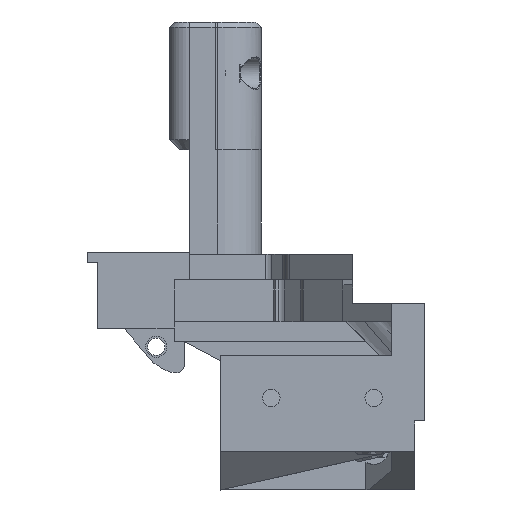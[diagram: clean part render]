
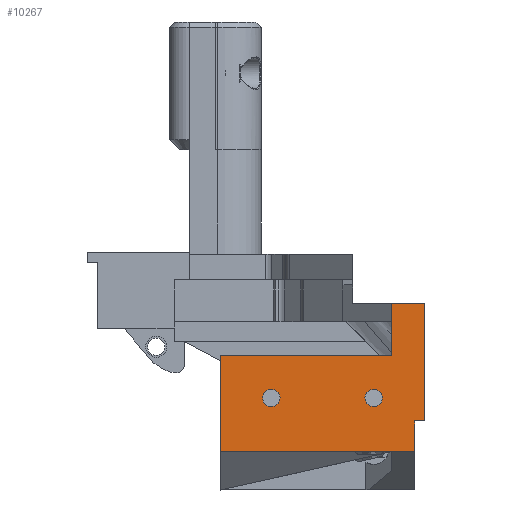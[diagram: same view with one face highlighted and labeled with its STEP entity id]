
A CAD part, left-side view. The second image highlights one B-rep face of the part: STEP entity #10267.
In plain terms, the highlighted planar face has unit normal (-1, 0, 0).
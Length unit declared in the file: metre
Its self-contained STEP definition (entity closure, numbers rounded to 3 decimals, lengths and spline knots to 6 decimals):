
#631=CIRCLE('',#11465,0.0017);
#632=CIRCLE('',#11467,0.0017);
#3131=ORIENTED_EDGE('',*,*,#4928,.T.);
#3132=ORIENTED_EDGE('',*,*,#4711,.F.);
#3133=ORIENTED_EDGE('',*,*,#4844,.T.);
#3134=ORIENTED_EDGE('',*,*,#4927,.T.);
#3135=ORIENTED_EDGE('',*,*,#4460,.F.);
#3136=ORIENTED_EDGE('',*,*,#4929,.T.);
#3137=ORIENTED_EDGE('',*,*,#4930,.T.);
#3138=ORIENTED_EDGE('',*,*,#4931,.T.);
#3139=ORIENTED_EDGE('',*,*,#4845,.F.);
#3140=ORIENTED_EDGE('',*,*,#4846,.F.);
#4460=EDGE_CURVE('',#5628,#5629,#6630,.T.);
#4711=EDGE_CURVE('',#5831,#5832,#6825,.T.);
#4844=EDGE_CURVE('',#5831,#5916,#6931,.T.);
#4845=EDGE_CURVE('',#5917,#5917,#631,.T.);
#4846=EDGE_CURVE('',#5918,#5918,#632,.T.);
#4927=EDGE_CURVE('',#5916,#5629,#6994,.T.);
#4928=EDGE_CURVE('',#5970,#5832,#6995,.T.);
#4929=EDGE_CURVE('',#5628,#5971,#6996,.T.);
#4930=EDGE_CURVE('',#5971,#5972,#6997,.T.);
#4931=EDGE_CURVE('',#5972,#5970,#6998,.T.);
#5628=VERTEX_POINT('',#17307);
#5629=VERTEX_POINT('',#17309);
#5831=VERTEX_POINT('',#17876);
#5832=VERTEX_POINT('',#17878);
#5916=VERTEX_POINT('',#18139);
#5917=VERTEX_POINT('',#18143);
#5918=VERTEX_POINT('',#18146);
#5970=VERTEX_POINT('',#18326);
#5971=VERTEX_POINT('',#18328);
#5972=VERTEX_POINT('',#18330);
#6630=LINE('',#17308,#7698);
#6825=LINE('',#17877,#7893);
#6931=LINE('',#18140,#7999);
#6994=LINE('',#18323,#8062);
#6995=LINE('',#18325,#8063);
#6996=LINE('',#18327,#8064);
#6997=LINE('',#18329,#8065);
#6998=LINE('',#18331,#8066);
#7698=VECTOR('',#13211,1.);
#7893=VECTOR('',#13568,1.);
#7999=VECTOR('',#13818,1.);
#8062=VECTOR('',#13975,1.);
#8063=VECTOR('',#13978,1.);
#8064=VECTOR('',#13979,1.);
#8065=VECTOR('',#13980,1.);
#8066=VECTOR('',#13981,1.);
#8685=EDGE_LOOP('',(#3131,#3132,#3133,#3134,#3135,#3136,#3137,#3138));
#8686=EDGE_LOOP('',(#3139));
#8687=EDGE_LOOP('',(#3140));
#9331=FACE_BOUND('',#8685,.T.);
#9332=FACE_BOUND('',#8686,.T.);
#9333=FACE_BOUND('',#8687,.T.);
#9752=PLANE('',#11511);
#10267=ADVANCED_FACE('',(#9331,#9332,#9333),#9752,.F.);
#11465=AXIS2_PLACEMENT_3D('',#18142,#13821,#13822);
#11467=AXIS2_PLACEMENT_3D('',#18145,#13825,#13826);
#11511=AXIS2_PLACEMENT_3D('',#18324,#13976,#13977);
#13211=DIRECTION('',(0.,1.,0.));
#13568=DIRECTION('',(0.,0.,1.));
#13818=DIRECTION('',(0.,1.,0.));
#13821=DIRECTION('',(-1.,0.,0.));
#13822=DIRECTION('',(0.,0.,1.));
#13825=DIRECTION('',(-1.,0.,0.));
#13826=DIRECTION('',(0.,0.,1.));
#13975=DIRECTION('',(0.,0.,-1.));
#13976=DIRECTION('',(1.,0.,0.));
#13977=DIRECTION('',(0.,1.,0.));
#13978=DIRECTION('',(0.,1.,0.));
#13979=DIRECTION('',(0.,0.,1.));
#13980=DIRECTION('',(0.,-1.,0.));
#13981=DIRECTION('',(0.,0.,1.));
#17307=CARTESIAN_POINT('',(-0.1836,0.041,-0.048999));
#17308=CARTESIAN_POINT('',(-0.1836,0.04025,-0.048999));
#17309=CARTESIAN_POINT('',(-0.1836,0.079,-0.049));
#17876=CARTESIAN_POINT('',(-0.1836,0.0455,-0.0302));
#17877=CARTESIAN_POINT('',(-0.1836,0.0455,-0.027999));
#17878=CARTESIAN_POINT('',(-0.1836,0.0455,-0.020099));
#18139=CARTESIAN_POINT('',(-0.1836,0.079,-0.0302));
#18140=CARTESIAN_POINT('',(-0.1836,0.072,-0.0302));
#18142=CARTESIAN_POINT('',(-0.1836,0.069,-0.0385));
#18143=CARTESIAN_POINT('',(-0.1836,0.069,-0.0368));
#18145=CARTESIAN_POINT('',(-0.1836,0.049,-0.0385));
#18146=CARTESIAN_POINT('',(-0.1836,0.049,-0.0368));
#18323=CARTESIAN_POINT('',(-0.1836,0.079,-0.028));
#18324=CARTESIAN_POINT('',(-0.1836,0.072,-0.028));
#18325=CARTESIAN_POINT('',(-0.1836,0.072,-0.0201));
#18326=CARTESIAN_POINT('',(-0.1836,0.039,-0.020099));
#18327=CARTESIAN_POINT('',(-0.1836,0.041,-0.027999));
#18328=CARTESIAN_POINT('',(-0.1836,0.041,-0.042999));
#18329=CARTESIAN_POINT('',(-0.1836,0.072,-0.043));
#18330=CARTESIAN_POINT('',(-0.1836,0.039,-0.042999));
#18331=CARTESIAN_POINT('',(-0.1836,0.039,-0.032499));
